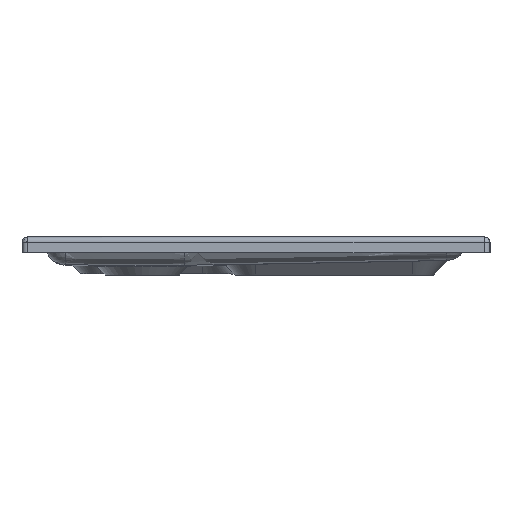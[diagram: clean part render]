
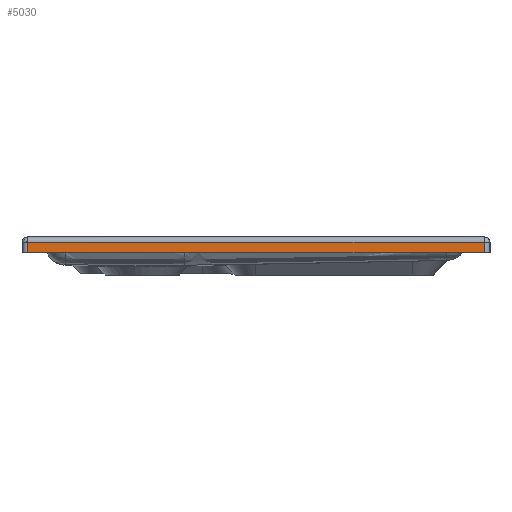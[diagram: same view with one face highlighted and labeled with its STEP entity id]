
A CAD part, left-side view. The second image highlights one B-rep face of the part: STEP entity #5030.
In plain terms, the highlighted face is planar.
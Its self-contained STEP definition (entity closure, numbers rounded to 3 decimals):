
#4882=CARTESIAN_POINT('',(-512.0,180.0,13.0));
#4883=VERTEX_POINT('',#4882);
#4891=CARTESIAN_POINT('',(172.0,180.0,13.0));
#4892=VERTEX_POINT('',#4891);
#4893=CARTESIAN_POINT('',(-512.0,180.0,13.0));
#4894=DIRECTION('',(1.0,0.0,0.0));
#4895=VECTOR('',#4894,684.0);
#4896=LINE('',#4893,#4895);
#4897=EDGE_CURVE('',#4883,#4892,#4896,.T.);
#5000=CARTESIAN_POINT('',(-520.0,180.0,0.0));
#5001=DIRECTION('',(0.0,-1.0,0.0));
#5002=DIRECTION('',(0.0,0.0,-1.0));
#5003=AXIS2_PLACEMENT_3D('',#5000,#5001,#5002);
#5004=PLANE('',#5003);
#5005=ORIENTED_EDGE('',*,*,#4897,.F.);
#5006=CARTESIAN_POINT('',(-512.0,180.0,29.));
#5007=VERTEX_POINT('',#5006);
#5008=CARTESIAN_POINT('',(-512.0,180.0,13.0));
#5009=DIRECTION('',(0.0,0.0,1.0));
#5010=VECTOR('',#5009,16.);
#5011=LINE('',#5008,#5010);
#5012=EDGE_CURVE('',#4883,#5007,#5011,.T.);
#5013=ORIENTED_EDGE('',*,*,#5012,.T.);
#5014=CARTESIAN_POINT('',(172.0,180.0,29.));
#5015=VERTEX_POINT('',#5014);
#5016=CARTESIAN_POINT('',(-512.0,180.0,29.));
#5017=DIRECTION('',(1.0,0.0,0.0));
#5018=VECTOR('',#5017,684.0);
#5019=LINE('',#5016,#5018);
#5020=EDGE_CURVE('',#5007,#5015,#5019,.T.);
#5021=ORIENTED_EDGE('',*,*,#5020,.T.);
#5022=CARTESIAN_POINT('',(172.0,180.0,13.0));
#5023=DIRECTION('',(0.0,0.0,1.0));
#5024=VECTOR('',#5023,16.);
#5025=LINE('',#5022,#5024);
#5026=EDGE_CURVE('',#4892,#5015,#5025,.T.);
#5027=ORIENTED_EDGE('',*,*,#5026,.F.);
#5028=EDGE_LOOP('',(#5005,#5013,#5021,#5027));
#5029=FACE_OUTER_BOUND('',#5028,.T.);
#5030=ADVANCED_FACE('',(#5029),#5004,.F.);
